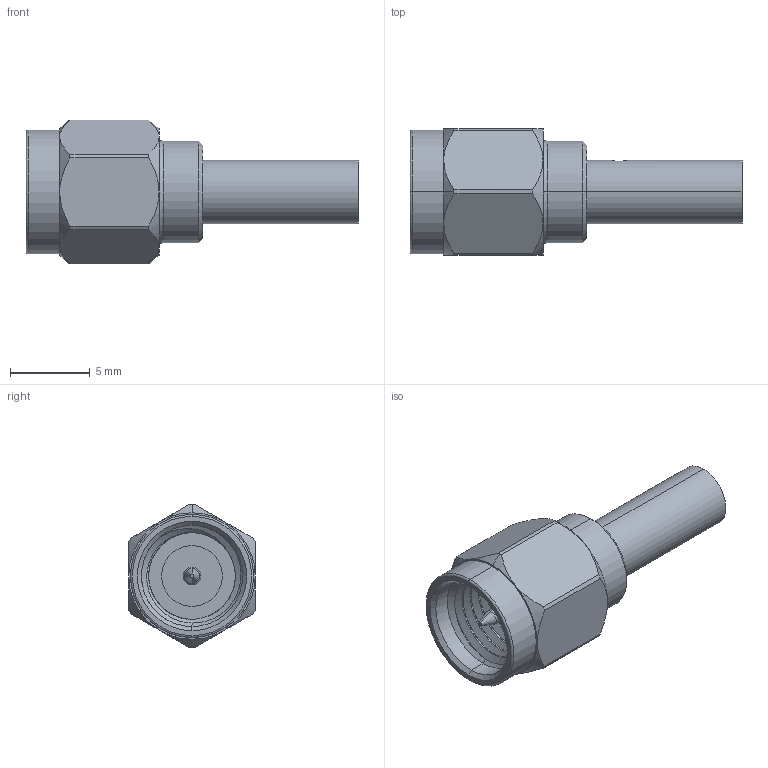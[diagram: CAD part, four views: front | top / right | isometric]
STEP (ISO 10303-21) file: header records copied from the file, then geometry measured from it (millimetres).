
FILE_DESCRIPTION (( 'STEP AP214' ), '1' );
FILE_NAME ('LCCN3144_3D.STEP', '2022-05-04T19:46:56', ( '' ), ( '' ), 'SwSTEP 2.0', 'SolidWorks 2021', '' );
FILE_SCHEMA (( 'AUTOMOTIVE_DESIGN' ));
Length unit declared in the file: inch
Products named in the file (1): LCCN3144_3D
Bounding box: 20.83 x 7.94 x 9.02 mm (x, y, z)
Volume: 451.4 mm3; surface area: 905.7 mm2
Topology: 3 solids, 3 shells, 1338 faces, 2882 edges, 1557 vertices
Faces by surface type: bspline 963, cylinder 322, cone 29, plane 20, torus 4
Entity records: 51818 total; most frequent: CARTESIAN_POINT 33790, ORIENTED_EDGE 5764, EDGE_CURVE 2882, VERTEX_POINT 1557, EDGE_LOOP 1351, ADVANCED_FACE 1338, FACE_OUTER_BOUND 1338, DIRECTION 1259
